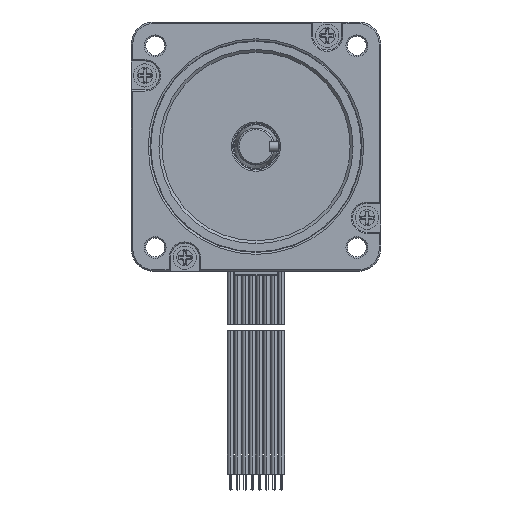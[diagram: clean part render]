
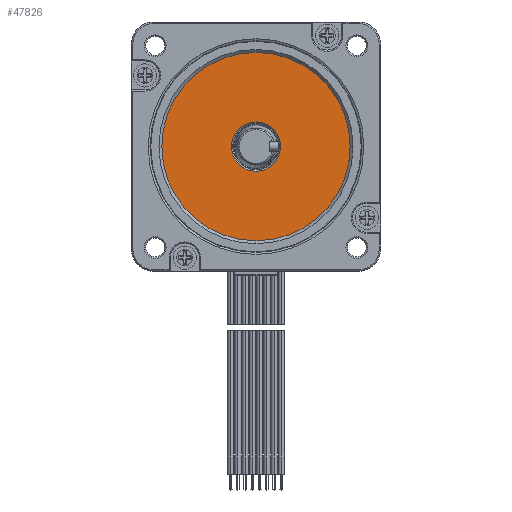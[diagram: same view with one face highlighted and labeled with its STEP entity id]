
A CAD part, top view. The second image highlights one B-rep face of the part: STEP entity #47826.
In plain terms, the highlighted face is planar.
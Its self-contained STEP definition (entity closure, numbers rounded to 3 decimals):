
#45196=CARTESIAN_POINT('',(0.,0.,-0.7));
#45197=DIRECTION('',(0.,0.,-1.));
#45198=DIRECTION('',(0.,-1.,0.));
#45199=AXIS2_PLACEMENT_3D('',#45196,#45197,#45198);
#45201=CARTESIAN_POINT('',(0.,0.,-0.7));
#45202=DIRECTION('',(0.,0.,-1.));
#45203=DIRECTION('',(0.,1.,0.));
#45204=AXIS2_PLACEMENT_3D('',#45201,#45202,#45203);
#45206=CARTESIAN_POINT('',(0.,0.,-0.7));
#45207=DIRECTION('',(0.,0.,-1.));
#45208=DIRECTION('',(0.,1.,0.));
#45209=AXIS2_PLACEMENT_3D('',#45206,#45207,#45208);
#45211=CARTESIAN_POINT('',(0.,0.,-0.7));
#45212=DIRECTION('',(0.,0.,-1.));
#45213=DIRECTION('',(0.,-1.,0.));
#45214=AXIS2_PLACEMENT_3D('',#45211,#45212,#45213);
#46986=CARTESIAN_POINT('',(0.,-8.5,-0.7));
#46987=CARTESIAN_POINT('',(0.,8.5,-0.7));
#46988=VERTEX_POINT('',#46986);
#46989=VERTEX_POINT('',#46987);
#47226=CARTESIAN_POINT('',(0.,32.5,-0.7));
#47227=CARTESIAN_POINT('',(0.,-32.5,-0.7));
#47228=VERTEX_POINT('',#47226);
#47229=VERTEX_POINT('',#47227);
#47810=CARTESIAN_POINT('',(0.,0.,-0.7));
#47811=DIRECTION('',(0.,0.,-1.));
#47812=DIRECTION('',(0.,1.,0.));
#47813=AXIS2_PLACEMENT_3D('',#47810,#47811,#47812);
#47814=PLANE('',#47813);
#47815=ORIENTED_EDGE('',*,*,#47800,.F.);
#47817=ORIENTED_EDGE('',*,*,#47816,.F.);
#47818=EDGE_LOOP('',(#47815,#47817));
#47819=FACE_OUTER_BOUND('',#47818,.F.);
#47821=ORIENTED_EDGE('',*,*,#47820,.T.);
#47823=ORIENTED_EDGE('',*,*,#47822,.T.);
#47824=EDGE_LOOP('',(#47821,#47823));
#47825=FACE_BOUND('',#47824,.F.);
#47826=ADVANCED_FACE('',(#47819,#47825),#47814,.T.);
#45200=CIRCLE('',#45199,8.5);
#45205=CIRCLE('',#45204,8.5);
#45210=CIRCLE('',#45209,32.5);
#45215=CIRCLE('',#45214,32.5);
#47800=EDGE_CURVE('',#47228,#47229,#45210,.T.);
#47816=EDGE_CURVE('',#47229,#47228,#45215,.T.);
#47820=EDGE_CURVE('',#46988,#46989,#45200,.T.);
#47822=EDGE_CURVE('',#46989,#46988,#45205,.T.);
